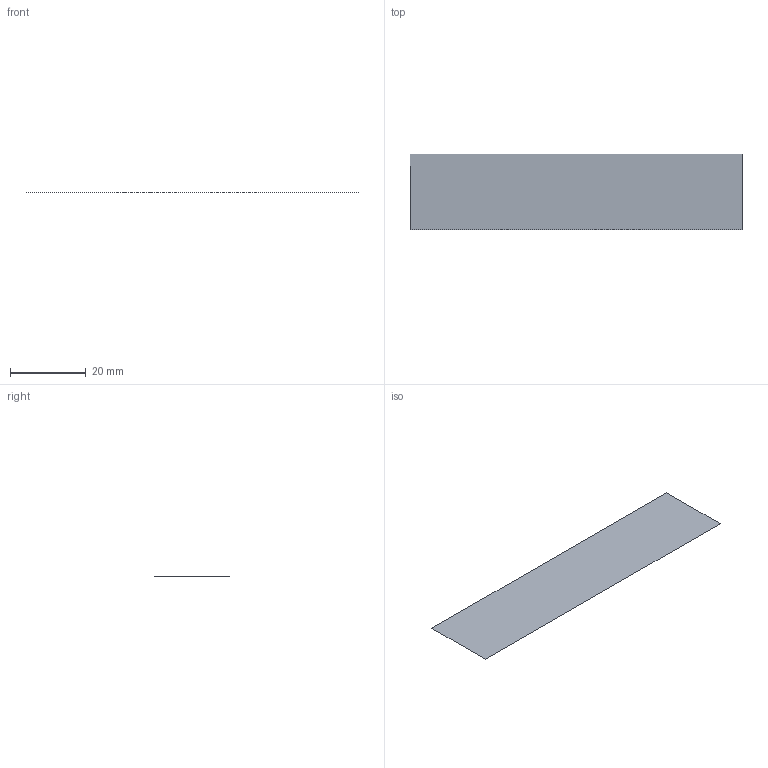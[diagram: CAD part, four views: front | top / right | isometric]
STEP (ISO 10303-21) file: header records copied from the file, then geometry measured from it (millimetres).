
FILE_DESCRIPTION(('WelSim Geometry'),'2;1');
FILE_NAME('Geom17.step','2023-04-26T15:12:46',('WELSIM'),('WelSimulation LLC'), 'Open CASCADE STEP processor 7.5','WelSim27','Unknown');
FILE_SCHEMA(('AUTOMOTIVE_DESIGN { 1 0 10303 214 1 1 1 1 }'));
Length unit declared in the file: millimetre
Products named in the file (1): Sheet
Bounding box: 87.5 x 20 x 0 mm (x, y, z)
Surface area: 1750 mm2 (no closed solid volume)
Topology: 0 solids, 1 shells, 1 faces, 4 edges, 4 vertices
Faces by surface type: plane 1
Entity records: 86 total; most frequent: CARTESIAN_POINT 14, DIRECTION 12, LINE 8, VECTOR 8, ORIENTED_EDGE 4, EDGE_CURVE 4, VERTEX_POINT 4, SURFACE_CURVE 4
